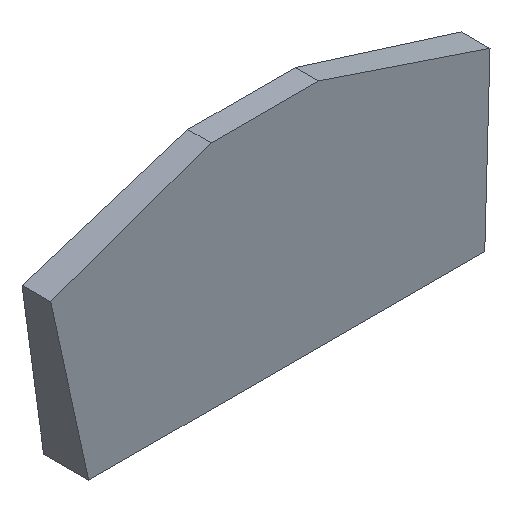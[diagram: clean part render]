
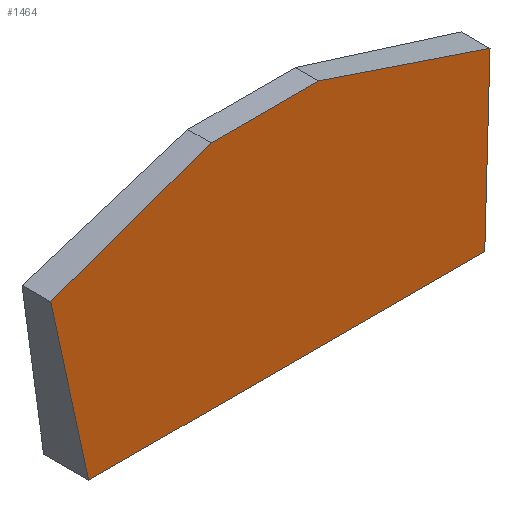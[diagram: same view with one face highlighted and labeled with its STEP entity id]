
A CAD part, isometric view. The second image highlights one B-rep face of the part: STEP entity #1464.
In plain terms, the highlighted planar face has unit normal (0, -0.995, 0.104).
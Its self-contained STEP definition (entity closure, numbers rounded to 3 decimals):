
#120=FACE_OUTER_BOUND('',#214,.T.);
#214=EDGE_LOOP('',(#1217,#1218,#1219,#1220,#1221,#1222));
#389=LINE('',#2318,#567);
#392=LINE('',#2323,#570);
#394=LINE('',#2327,#572);
#396=LINE('',#2363,#574);
#397=LINE('',#2365,#575);
#398=LINE('',#2366,#576);
#567=VECTOR('',#1867,10.);
#570=VECTOR('',#1872,10.);
#572=VECTOR('',#1876,10.);
#574=VECTOR('',#1922,10.);
#575=VECTOR('',#1923,10.);
#576=VECTOR('',#1924,10.);
#711=VERTEX_POINT('',#2315);
#712=VERTEX_POINT('',#2317);
#713=VERTEX_POINT('',#2321);
#714=VERTEX_POINT('',#2325);
#726=VERTEX_POINT('',#2362);
#727=VERTEX_POINT('',#2364);
#889=EDGE_CURVE('',#711,#712,#389,.T.);
#892=EDGE_CURVE('',#713,#711,#392,.T.);
#894=EDGE_CURVE('',#714,#713,#394,.T.);
#908=EDGE_CURVE('',#726,#714,#396,.T.);
#909=EDGE_CURVE('',#727,#726,#397,.T.);
#910=EDGE_CURVE('',#712,#727,#398,.T.);
#1217=ORIENTED_EDGE('',*,*,#892,.F.);
#1218=ORIENTED_EDGE('',*,*,#894,.F.);
#1219=ORIENTED_EDGE('',*,*,#908,.F.);
#1220=ORIENTED_EDGE('',*,*,#909,.F.);
#1221=ORIENTED_EDGE('',*,*,#910,.F.);
#1222=ORIENTED_EDGE('',*,*,#889,.F.);
#1394=PLANE('',#1582);
#1464=ADVANCED_FACE('',(#120),#1394,.F.);
#1582=AXIS2_PLACEMENT_3D('',#2361,#1920,#1921);
#1867=DIRECTION('',(0.954,0.031,0.298));
#1872=DIRECTION('',(-0.136,0.104,0.985));
#1876=DIRECTION('',(-1.,0.,0.));
#1920=DIRECTION('center_axis',(0.,0.995,-0.105));
#1921=DIRECTION('ref_axis',(0.,0.105,0.995));
#1922=DIRECTION('',(-0.136,-0.104,-0.985));
#1923=DIRECTION('',(0.954,-0.031,-0.299));
#1924=DIRECTION('',(1.,0.,0.001));
#2315=CARTESIAN_POINT('',(321.789,-3.909,-184.589));
#2317=CARTESIAN_POINT('',(408.139,-1.069,-157.569));
#2318=CARTESIAN_POINT('',(162.816,-9.137,-234.334));
#2321=CARTESIAN_POINT('',(333.039,-12.496,-266.289));
#2323=CARTESIAN_POINT('',(330.295,-10.401,-246.36));
#2325=CARTESIAN_POINT('',(539.118,-12.499,-266.319));
#2327=CARTESIAN_POINT('',(269.559,-12.495,-266.28));
#2361=CARTESIAN_POINT('Origin',(0.,-13.132,-272.34));
#2362=CARTESIAN_POINT('',(550.428,-3.917,-184.669));
#2363=CARTESIAN_POINT('',(539.371,-12.307,-264.492));
#2364=CARTESIAN_POINT('',(463.968,-1.065,-157.529));
#2365=CARTESIAN_POINT('',(269.554,5.35,-96.502));
#2366=CARTESIAN_POINT('',(204.028,-1.084,-157.716));
